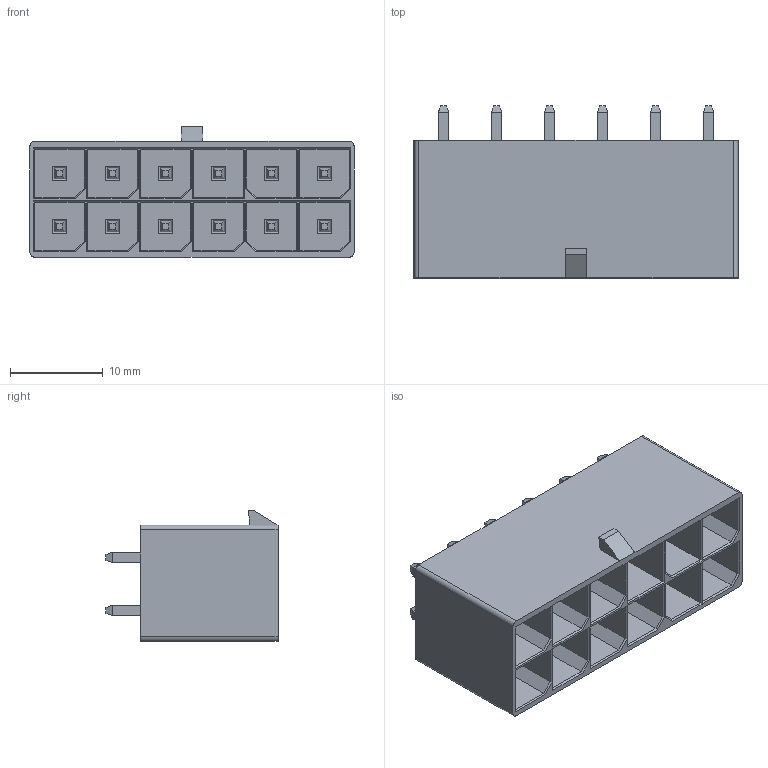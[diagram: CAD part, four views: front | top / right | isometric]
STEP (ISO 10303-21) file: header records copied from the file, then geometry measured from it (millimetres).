
FILE_DESCRIPTION(/* description */ ('Unknown'),/* implementation_level */ '2;1');
FILE_NAME(/* name */ '657012230201',/* time_stamp */ '2022-10-13T09:48:38+02:00',/* author */ ('Unknown'),/* organization */ ('Unknown'),/* preprocessor_version */ 'ST-DEVELOPER v16.7',/* originating_system */ 'Solid Edge',/* authorisation */ 'Unknown');
FILE_SCHEMA (('AUTOMOTIVE_DESIGN {1 0 10303 214 3 1 1}'));
Length unit declared in the file: millimetre
Products named in the file (3): 6570xx230201; 657012230201; 6570xx230201_Pin
Assembly tree (14 placements, depth 2):
  6570xx230201
    657012230201
    6570xx230201_Pin  x13
Bounding box: 34.85 x 18.5 x 14.03 mm (x, y, z)
Volume: 2741.4 mm3; surface area: 6557.6 mm2
Topology: 14 solids, 14 shells, 720 faces, 1716 edges, 1057 vertices
Faces by surface type: plane 668, cylinder 52
Entity records: 16208 total; most frequent: CARTESIAN_POINT 2812, ORIENTED_EDGE 2760, DIRECTION 2618, EDGE_CURVE 1380, LINE 1276, VECTOR 1276, VERTEX_POINT 865, AXIS2_PLACEMENT_3D 671
